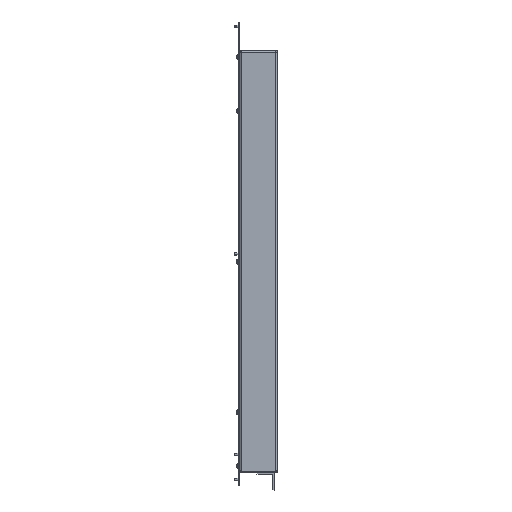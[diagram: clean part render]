
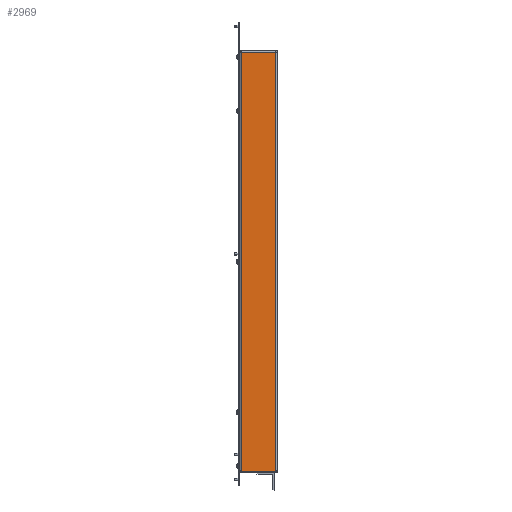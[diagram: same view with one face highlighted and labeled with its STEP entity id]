
A CAD part, left-side view. The second image highlights one B-rep face of the part: STEP entity #2969.
In plain terms, the highlighted face is planar.
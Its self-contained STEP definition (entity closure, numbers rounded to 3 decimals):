
#94 = CARTESIAN_POINT ( 'NONE',  ( 488., 0., 19.9 ) ) ;
#781 = CARTESIAN_POINT ( 'NONE',  ( 2.1, 0., 22. ) ) ;
#1327 = ORIENTED_EDGE ( 'NONE', *, *, #8150, .T. ) ;
#1594 = LINE ( 'NONE', #11775, #3285 ) ;
#1957 = DIRECTION ( 'NONE',  ( -1., 0., 0. ) ) ;
#2173 = LINE ( 'NONE', #5180, #7431 ) ;
#2230 = EDGE_CURVE ( 'NONE', #11732, #8952, #4176, .T. ) ;
#2932 = VECTOR ( 'NONE', #7087, 1000. ) ;
#2969 = ADVANCED_FACE ( 'NONE', ( #10895 ), #12751, .F. ) ;
#3038 = ORIENTED_EDGE ( 'NONE', *, *, #5298, .F. ) ;
#3122 = LINE ( 'NONE', #94, #2932 ) ;
#3199 = DIRECTION ( 'NONE',  ( 1., 0., 0. ) ) ;
#3285 = VECTOR ( 'NONE', #8663, 1000. ) ;
#3398 = VERTEX_POINT ( 'NONE', #8154 ) ;
#3665 = DIRECTION ( 'NONE',  ( 0., -1., 0. ) ) ;
#3981 = CARTESIAN_POINT ( 'NONE',  ( 490.002, 0., 19.9 ) ) ;
#4176 = LINE ( 'NONE', #12282, #10381 ) ;
#4521 = VECTOR ( 'NONE', #1957, 1000. ) ;
#4846 = LINE ( 'NONE', #3981, #4521 ) ;
#4900 = AXIS2_PLACEMENT_3D ( 'NONE', #10769, #3665, #11764 ) ;
#4914 = DIRECTION ( 'NONE',  ( 0., 0., -1. ) ) ;
#5180 = CARTESIAN_POINT ( 'NONE',  ( 490.002, 0., -19.9 ) ) ;
#5298 = EDGE_CURVE ( 'NONE', #3398, #10658, #4846, .T. ) ;
#5442 = VECTOR ( 'NONE', #4914, 1000. ) ;
#6476 = EDGE_CURVE ( 'NONE', #7957, #10658, #1594, .T. ) ;
#6896 = ORIENTED_EDGE ( 'NONE', *, *, #6476, .T. ) ;
#7087 = DIRECTION ( 'NONE',  ( 0., 0., -1. ) ) ;
#7262 = VERTEX_POINT ( 'NONE', #11122 ) ;
#7431 = VECTOR ( 'NONE', #12295, 1000. ) ;
#7779 = LINE ( 'NONE', #781, #5442 ) ;
#7785 = EDGE_CURVE ( 'NONE', #7957, #11732, #7779, .T. ) ;
#7957 = VERTEX_POINT ( 'NONE', #9162 ) ;
#8150 = EDGE_CURVE ( 'NONE', #3398, #7262, #3122, .T. ) ;
#8154 = CARTESIAN_POINT ( 'NONE',  ( 488., 0., 19.9 ) ) ;
#8388 = CARTESIAN_POINT ( 'NONE',  ( 2.1, 0., -19.9 ) ) ;
#8663 = DIRECTION ( 'NONE',  ( 1., 0., 0. ) ) ;
#8780 = CARTESIAN_POINT ( 'NONE',  ( 487.999, 0., -19.9 ) ) ;
#8797 = CARTESIAN_POINT ( 'NONE',  ( 487.999, 0., 19.9 ) ) ;
#8952 = VERTEX_POINT ( 'NONE', #8780 ) ;
#9162 = CARTESIAN_POINT ( 'NONE',  ( 2.1, 0., 19.9 ) ) ;
#10235 = EDGE_LOOP ( 'NONE', ( #6896, #3038, #1327, #11083, #10344, #12853 ) ) ;
#10344 = ORIENTED_EDGE ( 'NONE', *, *, #2230, .F. ) ;
#10381 = VECTOR ( 'NONE', #3199, 1000. ) ;
#10658 = VERTEX_POINT ( 'NONE', #8797 ) ;
#10769 = CARTESIAN_POINT ( 'NONE',  ( 0., 0., 22. ) ) ;
#10895 = FACE_OUTER_BOUND ( 'NONE', #10235, .T. ) ;
#10998 = EDGE_CURVE ( 'NONE', #7262, #8952, #2173, .T. ) ;
#11083 = ORIENTED_EDGE ( 'NONE', *, *, #10998, .T. ) ;
#11122 = CARTESIAN_POINT ( 'NONE',  ( 488., 0., -19.9 ) ) ;
#11732 = VERTEX_POINT ( 'NONE', #8388 ) ;
#11764 = DIRECTION ( 'NONE',  ( 0., 0., -1. ) ) ;
#11775 = CARTESIAN_POINT ( 'NONE',  ( 2.1, 0., 19.9 ) ) ;
#12282 = CARTESIAN_POINT ( 'NONE',  ( 2.1, 0., -19.9 ) ) ;
#12295 = DIRECTION ( 'NONE',  ( -1., 0., 0. ) ) ;
#12751 = PLANE ( 'NONE',  #4900 ) ;
#12853 = ORIENTED_EDGE ( 'NONE', *, *, #7785, .F. ) ;
